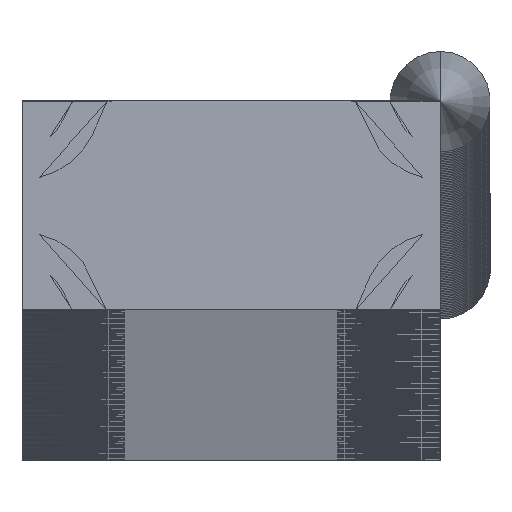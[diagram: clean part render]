
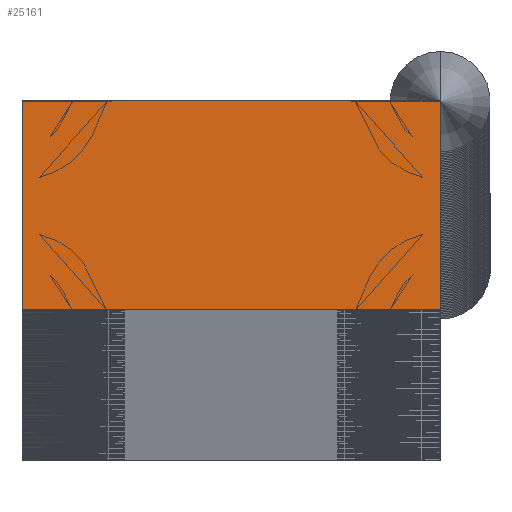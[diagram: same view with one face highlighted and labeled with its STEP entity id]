
A CAD part, top view. The second image highlights one B-rep face of the part: STEP entity #25161.
In plain terms, the highlighted planar face has unit normal (0, 0, 1).
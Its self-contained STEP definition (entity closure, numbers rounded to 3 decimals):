
#1752 = DIRECTION ( 'NONE',  ( -1., 0., 0. ) ) ;
#3226 = VECTOR ( 'NONE', #22142, 1000. ) ;
#3459 = CARTESIAN_POINT ( 'NONE',  ( 16., 0., 0. ) ) ;
#3718 = EDGE_CURVE ( 'NONE', #26866, #24090, #15948, .T. ) ;
#3985 = DIRECTION ( 'NONE',  ( 1., 0., 0. ) ) ;
#4078 = DIRECTION ( 'NONE',  ( -1., 0., 0. ) ) ;
#6239 = CARTESIAN_POINT ( 'NONE',  ( 0., 0., 0. ) ) ;
#6973 = CARTESIAN_POINT ( 'NONE',  ( 0., 0., 0. ) ) ;
#7071 = DIRECTION ( 'NONE',  ( 0., -1., 0. ) ) ;
#7142 = LINE ( 'NONE', #6973, #22992 ) ;
#9785 = CARTESIAN_POINT ( 'NONE',  ( 16., 0., 0. ) ) ;
#10039 = PLANE ( 'NONE',  #20236 ) ;
#10688 = ORIENTED_EDGE ( 'NONE', *, *, #18920, .T. ) ;
#10951 = VECTOR ( 'NONE', #4078, 1000. ) ;
#11777 = VERTEX_POINT ( 'NONE', #12532 ) ;
#12305 = EDGE_LOOP ( 'NONE', ( #25536, #25089, #10688, #15607 ) ) ;
#12532 = CARTESIAN_POINT ( 'NONE',  ( 16., 8., 0. ) ) ;
#14180 = DIRECTION ( 'NONE',  ( 0., 0., -1. ) ) ;
#15607 = ORIENTED_EDGE ( 'NONE', *, *, #26304, .T. ) ;
#15948 = LINE ( 'NONE', #18483, #26317 ) ;
#16429 = LINE ( 'NONE', #16496, #10951 ) ;
#16485 = FACE_OUTER_BOUND ( 'NONE', #12305, .T. ) ;
#16496 = CARTESIAN_POINT ( 'NONE',  ( 0., 8., 0. ) ) ;
#18483 = CARTESIAN_POINT ( 'NONE',  ( 0., 0., 0. ) ) ;
#18771 = EDGE_CURVE ( 'NONE', #20332, #26866, #7142, .T. ) ;
#18920 = EDGE_CURVE ( 'NONE', #24090, #11777, #24603, .T. ) ;
#20236 = AXIS2_PLACEMENT_3D ( 'NONE', #22394, #14180, #1752 ) ;
#20332 = VERTEX_POINT ( 'NONE', #25762 ) ;
#22142 = DIRECTION ( 'NONE',  ( 0., 1., 0. ) ) ;
#22394 = CARTESIAN_POINT ( 'NONE',  ( 0., 0., 0. ) ) ;
#22992 = VECTOR ( 'NONE', #7071, 1000. ) ;
#24090 = VERTEX_POINT ( 'NONE', #3459 ) ;
#24603 = LINE ( 'NONE', #9785, #3226 ) ;
#25089 = ORIENTED_EDGE ( 'NONE', *, *, #3718, .T. ) ;
#25161 = ADVANCED_FACE ( 'NONE', ( #16485 ), #10039, .F. ) ;
#25536 = ORIENTED_EDGE ( 'NONE', *, *, #18771, .T. ) ;
#25762 = CARTESIAN_POINT ( 'NONE',  ( 0., 8., 0. ) ) ;
#26304 = EDGE_CURVE ( 'NONE', #11777, #20332, #16429, .T. ) ;
#26317 = VECTOR ( 'NONE', #3985, 1000. ) ;
#26866 = VERTEX_POINT ( 'NONE', #6239 ) ;
